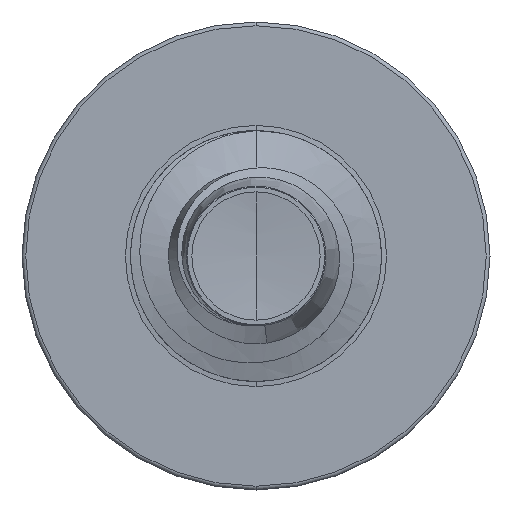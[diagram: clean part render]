
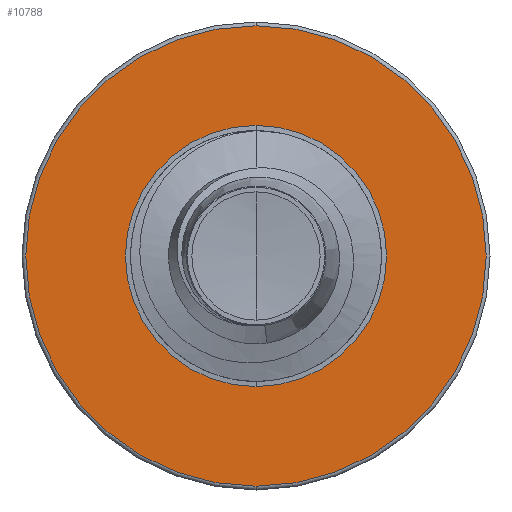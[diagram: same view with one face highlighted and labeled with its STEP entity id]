
A CAD part, front view. The second image highlights one B-rep face of the part: STEP entity #10788.
In plain terms, the highlighted planar face has unit normal (0, -1, 0).
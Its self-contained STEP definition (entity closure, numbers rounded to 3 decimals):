
#792 = EDGE_CURVE ( 'NONE', #6840, #6231, #8877, .T. ) ;
#905 = ORIENTED_EDGE ( 'NONE', *, *, #5981, .T. ) ;
#1210 = AXIS2_PLACEMENT_3D ( 'NONE', #2860, #2854, #2837 ) ;
#1459 = CARTESIAN_POINT ( 'NONE',  ( 0., 6., 1.562 ) ) ;
#2207 = ORIENTED_EDGE ( 'NONE', *, *, #7583, .F. ) ;
#2285 = DIRECTION ( 'NONE',  ( 0., 0., 1. ) ) ;
#2460 = CARTESIAN_POINT ( 'NONE',  ( 0., 6., -1.562 ) ) ;
#2480 = CARTESIAN_POINT ( 'NONE',  ( 0., 6., 2.755 ) ) ;
#2837 = DIRECTION ( 'NONE',  ( 0., 0., 1. ) ) ;
#2854 = DIRECTION ( 'NONE',  ( 0., 1., 0. ) ) ;
#2860 = CARTESIAN_POINT ( 'NONE',  ( 0., 6., 0. ) ) ;
#3322 = ORIENTED_EDGE ( 'NONE', *, *, #792, .T. ) ;
#3586 = EDGE_CURVE ( 'NONE', #10826, #9459, #8494, .T. ) ;
#4904 = AXIS2_PLACEMENT_3D ( 'NONE', #4941, #4952, #6968 ) ;
#4941 = CARTESIAN_POINT ( 'NONE',  ( 0., 6., 0. ) ) ;
#4952 = DIRECTION ( 'NONE',  ( 0., 1., 0. ) ) ;
#5338 = EDGE_LOOP ( 'NONE', ( #3322, #905 ) ) ;
#5815 = EDGE_LOOP ( 'NONE', ( #2207, #9719 ) ) ;
#5981 = EDGE_CURVE ( 'NONE', #6231, #6840, #8077, .T. ) ;
#6231 = VERTEX_POINT ( 'NONE', #2460 ) ;
#6840 = VERTEX_POINT ( 'NONE', #1459 ) ;
#6968 = DIRECTION ( 'NONE',  ( 0., 0., 1. ) ) ;
#7057 = AXIS2_PLACEMENT_3D ( 'NONE', #8019, #8017, #8004 ) ;
#7248 = CARTESIAN_POINT ( 'NONE',  ( 0., 6., -2.755 ) ) ;
#7506 = FACE_BOUND ( 'NONE', #5338, .T. ) ;
#7583 = EDGE_CURVE ( 'NONE', #9459, #10826, #10915, .T. ) ;
#8004 = DIRECTION ( 'NONE',  ( 0., 0., 1. ) ) ;
#8017 = DIRECTION ( 'NONE',  ( 0., 1., 0. ) ) ;
#8019 = CARTESIAN_POINT ( 'NONE',  ( 0., 6., 0. ) ) ;
#8020 = CARTESIAN_POINT ( 'NONE',  ( 0., 6., -1.562 ) ) ;
#8077 = CIRCLE ( 'NONE', #1210, 1.562 ) ;
#8102 = DIRECTION ( 'NONE',  ( 0., 1., 0. ) ) ;
#8494 = CIRCLE ( 'NONE', #7057, 2.755 ) ;
#8877 = CIRCLE ( 'NONE', #4904, 1.562 ) ;
#9274 = AXIS2_PLACEMENT_3D ( 'NONE', #9482, #9476, #9467 ) ;
#9459 = VERTEX_POINT ( 'NONE', #2480 ) ;
#9467 = DIRECTION ( 'NONE',  ( 0., 0., 1. ) ) ;
#9476 = DIRECTION ( 'NONE',  ( 0., 1., 0. ) ) ;
#9482 = CARTESIAN_POINT ( 'NONE',  ( 0., 6., 0. ) ) ;
#9719 = ORIENTED_EDGE ( 'NONE', *, *, #3586, .F. ) ;
#9833 = AXIS2_PLACEMENT_3D ( 'NONE', #8020, #8102, #2285 ) ;
#10596 = PLANE ( 'NONE',  #9833 ) ;
#10788 = ADVANCED_FACE ( 'NONE', ( #10856, #7506 ), #10596, .F. ) ;
#10826 = VERTEX_POINT ( 'NONE', #7248 ) ;
#10856 = FACE_OUTER_BOUND ( 'NONE', #5815, .T. ) ;
#10915 = CIRCLE ( 'NONE', #9274, 2.755 ) ;
